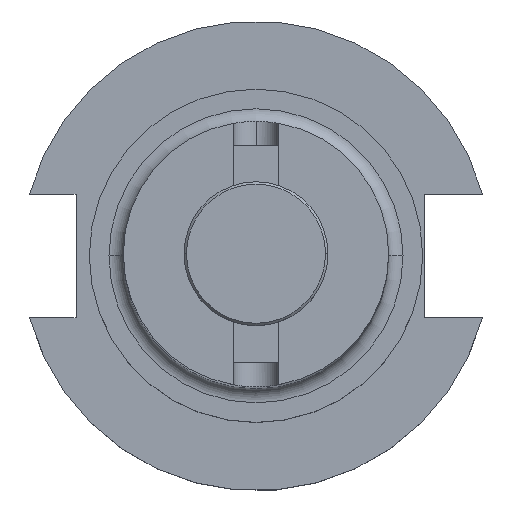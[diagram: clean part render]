
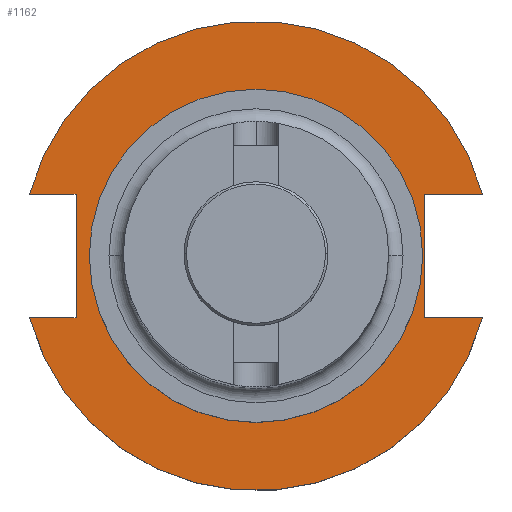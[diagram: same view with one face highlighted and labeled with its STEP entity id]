
A CAD part, top view. The second image highlights one B-rep face of the part: STEP entity #1162.
In plain terms, the highlighted planar face has unit normal (0, 0, 1).
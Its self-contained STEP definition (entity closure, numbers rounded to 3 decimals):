
#55 = VERTEX_POINT ( 'NONE', #762 ) ;
#93 = DIRECTION ( 'NONE',  ( 1., 0., 0. ) ) ;
#100 = CARTESIAN_POINT ( 'NONE',  ( 0., 0., 19.05 ) ) ;
#108 = DIRECTION ( 'NONE',  ( 1., 0., 0. ) ) ;
#180 = VERTEX_POINT ( 'NONE', #1944 ) ;
#182 = ORIENTED_EDGE ( 'NONE', *, *, #226, .F. ) ;
#185 = CARTESIAN_POINT ( 'NONE',  ( 0., 0., 19.05 ) ) ;
#192 = DIRECTION ( 'NONE',  ( 1., 0., 0. ) ) ;
#226 = EDGE_CURVE ( 'NONE', #1927, #1841, #1888, .T. ) ;
#242 = CARTESIAN_POINT ( 'NONE',  ( 35.306, 12.954, 19.05 ) ) ;
#250 = DIRECTION ( 'NONE',  ( 1., 0., 0. ) ) ;
#259 = CARTESIAN_POINT ( 'NONE',  ( 35.306, -12.954, 19.05 ) ) ;
#271 = DIRECTION ( 'NONE',  ( -1., 0., 0. ) ) ;
#443 = CARTESIAN_POINT ( 'NONE',  ( 0., 49.212, 19.05 ) ) ;
#480 = EDGE_CURVE ( 'NONE', #1264, #55, #1582, .T. ) ;
#495 = VECTOR ( 'NONE', #2264, 1000. ) ;
#497 = LINE ( 'NONE', #242, #2007 ) ;
#502 = EDGE_CURVE ( 'NONE', #2012, #180, #1224, .T. ) ;
#562 = VECTOR ( 'NONE', #1702, 1000. ) ;
#580 = ORIENTED_EDGE ( 'NONE', *, *, #1431, .F. ) ;
#617 = AXIS2_PLACEMENT_3D ( 'NONE', #185, #782, #192 ) ;
#629 = EDGE_CURVE ( 'NONE', #998, #180, #1942, .T. ) ;
#637 = LINE ( 'NONE', #259, #1783 ) ;
#649 = LINE ( 'NONE', #2269, #1733 ) ;
#660 = VERTEX_POINT ( 'NONE', #2502 ) ;
#701 = FACE_BOUND ( 'NONE', #1331, .T. ) ;
#762 = CARTESIAN_POINT ( 'NONE',  ( 35.306, -12.954, 19.05 ) ) ;
#772 = VERTEX_POINT ( 'NONE', #1988 ) ;
#782 = DIRECTION ( 'NONE',  ( 0., 0., 1. ) ) ;
#818 = AXIS2_PLACEMENT_3D ( 'NONE', #2041, #1635, #93 ) ;
#830 = DIRECTION ( 'NONE',  ( 1., 0., 0. ) ) ;
#926 = CARTESIAN_POINT ( 'NONE',  ( 35.306, 12.954, 19.05 ) ) ;
#983 = AXIS2_PLACEMENT_3D ( 'NONE', #100, #1825, #108 ) ;
#998 = VERTEX_POINT ( 'NONE', #1467 ) ;
#1005 = CARTESIAN_POINT ( 'NONE',  ( -47.477, -12.954, 19.05 ) ) ;
#1025 = CARTESIAN_POINT ( 'NONE',  ( 35.306, 12.954, 19.05 ) ) ;
#1071 = FACE_OUTER_BOUND ( 'NONE', #1837, .T. ) ;
#1075 = EDGE_CURVE ( 'NONE', #772, #660, #2395, .T. ) ;
#1084 = CIRCLE ( 'NONE', #818, 49.212 ) ;
#1096 = ORIENTED_EDGE ( 'NONE', *, *, #1327, .T. ) ;
#1101 = ORIENTED_EDGE ( 'NONE', *, *, #480, .F. ) ;
#1162 = ADVANCED_FACE ( 'NONE', ( #701, #1071 ), #2334, .T. ) ;
#1224 = LINE ( 'NONE', #2475, #562 ) ;
#1228 = AXIS2_PLACEMENT_3D ( 'NONE', #1883, #1699, #250 ) ;
#1243 = ORIENTED_EDGE ( 'NONE', *, *, #502, .F. ) ;
#1245 = EDGE_CURVE ( 'NONE', #998, #1264, #497, .T. ) ;
#1264 = VERTEX_POINT ( 'NONE', #1025 ) ;
#1324 = EDGE_CURVE ( 'NONE', #660, #772, #1546, .T. ) ;
#1327 = EDGE_CURVE ( 'NONE', #1927, #2202, #1084, .T. ) ;
#1331 = EDGE_LOOP ( 'NONE', ( #1493, #1477 ) ) ;
#1373 = DIRECTION ( 'NONE',  ( 0., 0., 1. ) ) ;
#1378 = ORIENTED_EDGE ( 'NONE', *, *, #629, .T. ) ;
#1431 = EDGE_CURVE ( 'NONE', #1841, #2012, #649, .T. ) ;
#1467 = CARTESIAN_POINT ( 'NONE',  ( 47.477, 12.954, 19.05 ) ) ;
#1477 = ORIENTED_EDGE ( 'NONE', *, *, #1075, .F. ) ;
#1493 = ORIENTED_EDGE ( 'NONE', *, *, #1324, .F. ) ;
#1513 = EDGE_CURVE ( 'NONE', #55, #2202, #637, .T. ) ;
#1546 = CIRCLE ( 'NONE', #983, 34.925 ) ;
#1582 = LINE ( 'NONE', #926, #495 ) ;
#1601 = CARTESIAN_POINT ( 'NONE',  ( -37.719, 12.954, 19.05 ) ) ;
#1635 = DIRECTION ( 'NONE',  ( 0., 0., 1. ) ) ;
#1667 = CARTESIAN_POINT ( 'NONE',  ( 47.477, -12.954, 19.05 ) ) ;
#1699 = DIRECTION ( 'NONE',  ( 0., 0., 1. ) ) ;
#1702 = DIRECTION ( 'NONE',  ( -1., 0., 0. ) ) ;
#1711 = AXIS2_PLACEMENT_3D ( 'NONE', #443, #1373, #830 ) ;
#1729 = DIRECTION ( 'NONE',  ( 1., 0., 0. ) ) ;
#1733 = VECTOR ( 'NONE', #2474, 1000. ) ;
#1783 = VECTOR ( 'NONE', #1729, 1000. ) ;
#1825 = DIRECTION ( 'NONE',  ( 0., 0., 1. ) ) ;
#1837 = EDGE_LOOP ( 'NONE', ( #1096, #2404, #1101, #2484, #1378, #1243, #580, #182 ) ) ;
#1841 = VERTEX_POINT ( 'NONE', #1932 ) ;
#1883 = CARTESIAN_POINT ( 'NONE',  ( 0., 0., 19.05 ) ) ;
#1888 = LINE ( 'NONE', #2196, #2076 ) ;
#1927 = VERTEX_POINT ( 'NONE', #1005 ) ;
#1932 = CARTESIAN_POINT ( 'NONE',  ( -37.719, -12.954, 19.05 ) ) ;
#1942 = CIRCLE ( 'NONE', #617, 49.212 ) ;
#1944 = CARTESIAN_POINT ( 'NONE',  ( -47.477, 12.954, 19.05 ) ) ;
#1988 = CARTESIAN_POINT ( 'NONE',  ( -34.925, 0., 19.05 ) ) ;
#2007 = VECTOR ( 'NONE', #271, 1000. ) ;
#2012 = VERTEX_POINT ( 'NONE', #1601 ) ;
#2041 = CARTESIAN_POINT ( 'NONE',  ( 0., 0., 19.05 ) ) ;
#2076 = VECTOR ( 'NONE', #2377, 1000. ) ;
#2196 = CARTESIAN_POINT ( 'NONE',  ( -63.719, -12.954, 19.05 ) ) ;
#2202 = VERTEX_POINT ( 'NONE', #1667 ) ;
#2264 = DIRECTION ( 'NONE',  ( 0., -1., 0. ) ) ;
#2269 = CARTESIAN_POINT ( 'NONE',  ( -37.719, 12.954, 19.05 ) ) ;
#2334 = PLANE ( 'NONE',  #1711 ) ;
#2377 = DIRECTION ( 'NONE',  ( 1., 0., 0. ) ) ;
#2395 = CIRCLE ( 'NONE', #1228, 34.925 ) ;
#2404 = ORIENTED_EDGE ( 'NONE', *, *, #1513, .F. ) ;
#2474 = DIRECTION ( 'NONE',  ( 0., 1., 0. ) ) ;
#2475 = CARTESIAN_POINT ( 'NONE',  ( -63.719, 12.954, 19.05 ) ) ;
#2484 = ORIENTED_EDGE ( 'NONE', *, *, #1245, .F. ) ;
#2502 = CARTESIAN_POINT ( 'NONE',  ( 34.925, 0., 19.05 ) ) ;
